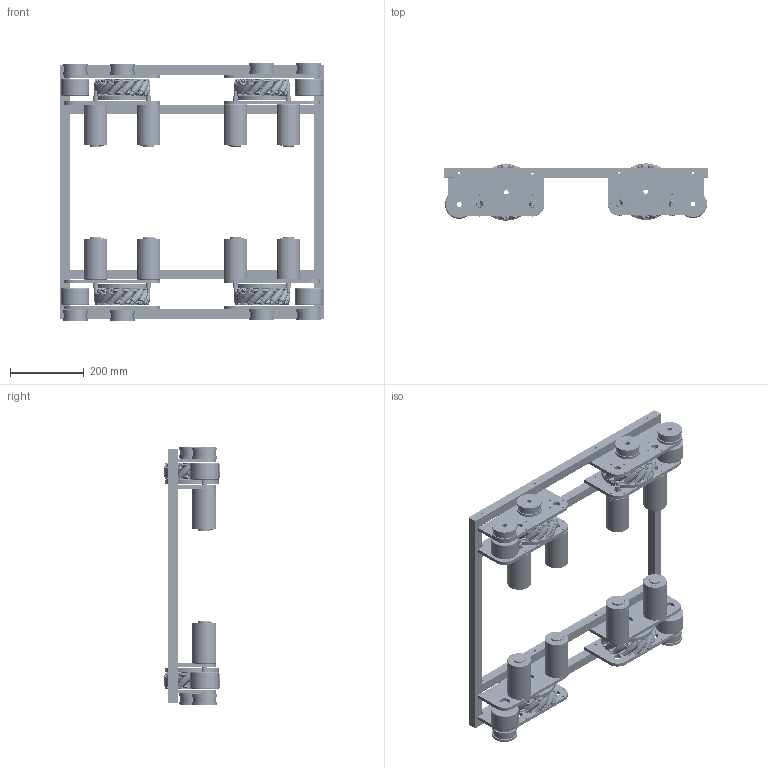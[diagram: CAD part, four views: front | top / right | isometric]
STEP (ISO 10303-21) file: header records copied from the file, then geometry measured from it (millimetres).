
FILE_DESCRIPTION((''),'2;1');
FILE_NAME('OCTO_CHASSIS_ASM','2015-01-01T',('Kraljic'),(''),'PRO/ENGINEER BY PARAMETRIC TECHNOLOGY CORPORATION, 2010100','PRO/ENGINEER BY PARAMETRIC TECHNOLOGY CORPORATION, 2010100','');
FILE_SCHEMA(('CONFIG_CONTROL_DESIGN'));
Length unit declared in the file: inch
Products named in the file (23): CHASSIS; SHCS_10-32X2_125_HX-SHCS_0_19-3; MBC_BUSHING_MU04TH04_ANY; ROLLER_AXLE_ANY; ROLLER_HD_ANY; ROLLER_TUBE_ANY; ROLLER_ASSY_ANY_ASM; _10_LOCKNUT_ANY; HUB_SHALLOW_ANY; MID_HUB_SUBASSEMBLY_ANY_ASM; LEFT_PLATE_HD_ANY; LEFT_6_INCH_HD_MECANUM_WHEEL_AN_ASM; _LEFT-6-INCH-HD-MECANUM-WHEEL__; LEFT_6_INCH_HD_MECANUM_WHEEL_ASM; OCTO_SIDE_PLATE; CIM_MOTOR; 12_TOOTH_GEAR; 112_TOOTH_GEAR; 3_INCH_TRACTION_WHEEL; HTD_39TOOTH_PULLEY; OCTOCANUM_1_ASM; OCTOCANUM_2_ASM; OCTO_CHASSIS_ASM
Assembly tree (84 placements, depth 6):
  OCTO_CHASSIS_ASM
    CHASSIS
    OCTOCANUM_1_ASM  x2
      LEFT_6_INCH_HD_MECANUM_WHEEL_ASM
        LEFT_6_INCH_HD_MECANUM_WHEEL_AN_ASM
          SHCS_10-32X2_125_HX-SHCS_0_19-3  x15
          ROLLER_ASSY_ANY_ASM  x15
            MBC_BUSHING_MU04TH04_ANY
            ROLLER_AXLE_ANY
            ROLLER_HD_ANY
            ROLLER_TUBE_ANY
          _10_LOCKNUT_ANY  x15
          MID_HUB_SUBASSEMBLY_ANY_ASM
            HUB_SHALLOW_ANY  x2
          LEFT_PLATE_HD_ANY  x2
        _LEFT-6-INCH-HD-MECANUM-WHEEL__
      OCTO_SIDE_PLATE
      CIM_MOTOR
      12_TOOTH_GEAR
      112_TOOTH_GEAR
      3_INCH_TRACTION_WHEEL
      HTD_39TOOTH_PULLEY
    OCTOCANUM_2_ASM  x2
      LEFT_6_INCH_HD_MECANUM_WHEEL_ASM
        LEFT_6_INCH_HD_MECANUM_WHEEL_AN_ASM
          SHCS_10-32X2_125_HX-SHCS_0_19-3  x15
          ROLLER_ASSY_ANY_ASM  x15
            MBC_BUSHING_MU04TH04_ANY
            ROLLER_AXLE_ANY
            ROLLER_HD_ANY
            ROLLER_TUBE_ANY
          _10_LOCKNUT_ANY  x15
          MID_HUB_SUBASSEMBLY_ANY_ASM
            HUB_SHALLOW_ANY  x2
          LEFT_PLATE_HD_ANY  x2
        _LEFT-6-INCH-HD-MECANUM-WHEEL__
      112_TOOTH_GEAR
      OCTO_SIDE_PLATE
      CIM_MOTOR
      12_TOOTH_GEAR
      3_INCH_TRACTION_WHEEL
      HTD_39TOOTH_PULLEY
Bounding box: 711.2 x 153.58 x 695.1 mm (x, y, z)
Volume: 10911626.7 mm3; surface area: 2505417.2 mm2
Topology: 477 solids, 477 shells, 9790 faces, 22544 edges, 13860 vertices
Faces by surface type: plane 3766, cylinder 3528, torus 1104, sphere 720, cone 552, bspline 120
Entity records: 20971 total; most frequent: DIRECTION 4000, CARTESIAN_POINT 3539, ORIENTED_EDGE 3220, EDGE_CURVE 1610, AXIS2_PLACEMENT_3D 1575, VERTEX_POINT 1025, VECTOR 850, LINE 850
